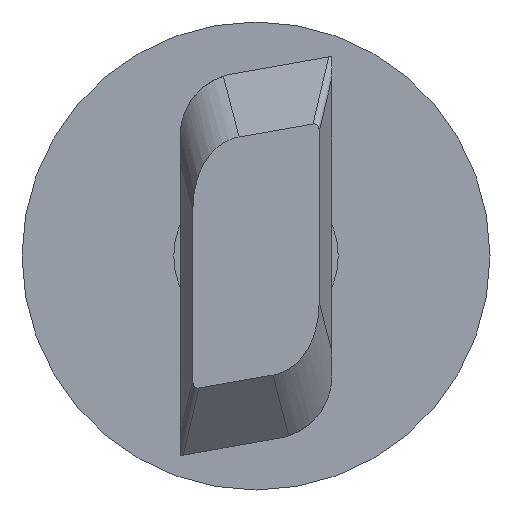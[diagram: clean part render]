
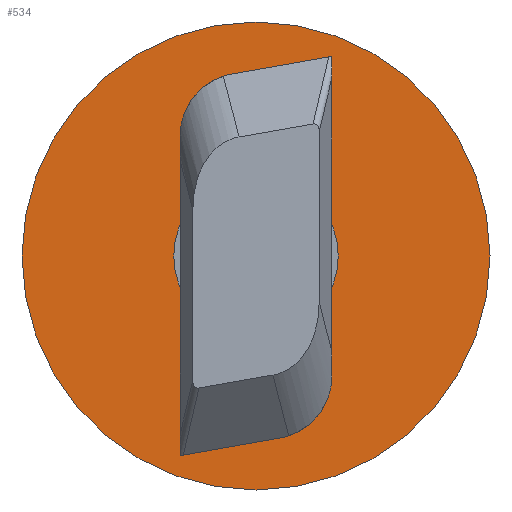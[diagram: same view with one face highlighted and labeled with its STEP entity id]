
A CAD part, left-side view. The second image highlights one B-rep face of the part: STEP entity #534.
In plain terms, the highlighted planar face has unit normal (-1, 0, 0).
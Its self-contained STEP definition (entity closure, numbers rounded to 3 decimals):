
#483=CARTESIAN_POINT('',(-12.25,0.,6.5));
#484=VERTEX_POINT('',#483);
#485=CARTESIAN_POINT('',(-12.25,0.,0.));
#486=DIRECTION('',(1.0,0.0,0.0));
#487=DIRECTION('',(0.0,0.0,1.0));
#488=AXIS2_PLACEMENT_3D('',#485,#486,#487);
#489=CIRCLE('',#488,6.5);
#490=EDGE_CURVE('',#484,#484,#489,.T.);
#500=CARTESIAN_POINT('',(-12.25,0.,18.5));
#501=VERTEX_POINT('',#500);
#502=CARTESIAN_POINT('',(-12.25,0.,0.));
#503=DIRECTION('',(1.0,0.0,0.0));
#504=DIRECTION('',(0.0,0.0,-1.0));
#505=AXIS2_PLACEMENT_3D('',#502,#503,#504);
#506=CIRCLE('',#505,18.5);
#507=EDGE_CURVE('',#501,#501,#506,.T.);
#523=CARTESIAN_POINT('',(-12.25,0.,0.));
#524=DIRECTION('',(1.0,0.0,0.0));
#525=DIRECTION('',(0.0,0.0,-1.0));
#526=AXIS2_PLACEMENT_3D('',#523,#524,#525);
#527=PLANE('',#526);
#528=ORIENTED_EDGE('',*,*,#507,.F.);
#529=EDGE_LOOP('',(#528));
#530=FACE_OUTER_BOUND('',#529,.T.);
#531=ORIENTED_EDGE('',*,*,#490,.T.);
#532=EDGE_LOOP('',(#531));
#533=FACE_BOUND('',#532,.T.);
#534=ADVANCED_FACE('',(#530,#533),#527,.F.);
